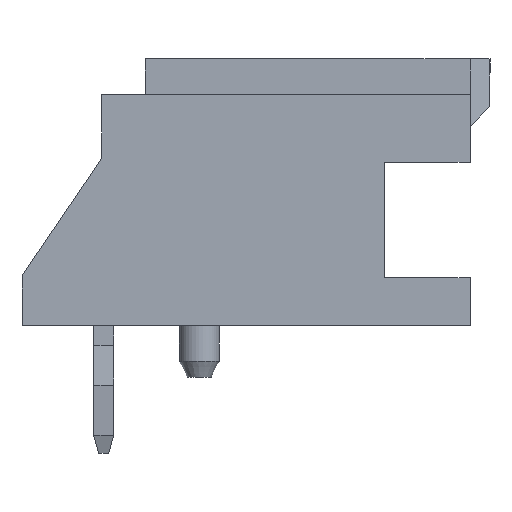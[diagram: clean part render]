
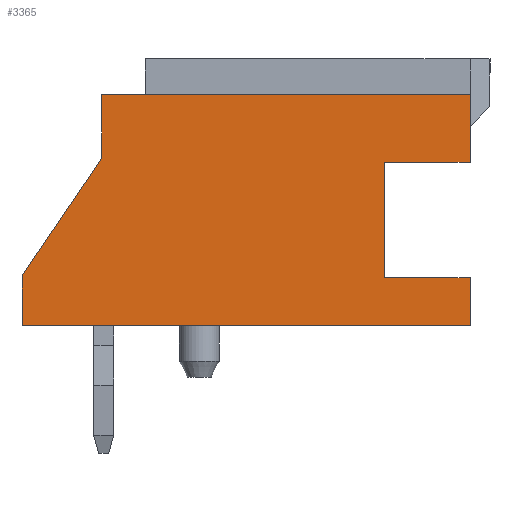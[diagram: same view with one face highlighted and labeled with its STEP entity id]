
A CAD part, left-side view. The second image highlights one B-rep face of the part: STEP entity #3365.
In plain terms, the highlighted planar face has unit normal (-1, 0, 0).
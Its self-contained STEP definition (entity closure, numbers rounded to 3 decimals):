
#111=FACE_OUTER_BOUND('',#305,.T.);
#305=EDGE_LOOP('',(#2462,#2463,#2464,#2465,#2466,#2467,#2468,#2469,#2470,
#2471));
#451=LINE('',#4641,#916);
#487=LINE('',#4717,#952);
#492=LINE('',#4724,#957);
#496=LINE('',#4732,#961);
#577=LINE('',#4901,#1042);
#579=LINE('',#4905,#1044);
#590=LINE('',#4924,#1055);
#595=LINE('',#4930,#1060);
#599=LINE('',#4939,#1064);
#611=LINE('',#4962,#1076);
#916=VECTOR('',#3747,1.);
#952=VECTOR('',#3793,10.);
#957=VECTOR('',#3800,1.);
#961=VECTOR('',#3808,1.);
#1042=VECTOR('',#3947,1.);
#1044=VECTOR('',#3951,1.);
#1055=VECTOR('',#3968,1.);
#1060=VECTOR('',#3975,1.);
#1064=VECTOR('',#3985,1.);
#1076=VECTOR('',#4019,1.);
#1381=VERTEX_POINT('',#4638);
#1382=VERTEX_POINT('',#4640);
#1416=VERTEX_POINT('',#4714);
#1417=VERTEX_POINT('',#4716);
#1420=VERTEX_POINT('',#4730);
#1478=VERTEX_POINT('',#4898);
#1479=VERTEX_POINT('',#4900);
#1480=VERTEX_POINT('',#4904);
#1485=VERTEX_POINT('',#4923);
#1487=VERTEX_POINT('',#4938);
#1685=EDGE_CURVE('',#1381,#1382,#451,.T.);
#1721=EDGE_CURVE('',#1416,#1417,#487,.T.);
#1726=EDGE_CURVE('',#1382,#1416,#492,.T.);
#1730=EDGE_CURVE('',#1420,#1381,#496,.T.);
#1814=EDGE_CURVE('',#1479,#1478,#577,.T.);
#1816=EDGE_CURVE('',#1480,#1479,#579,.T.);
#1827=EDGE_CURVE('',#1417,#1485,#590,.T.);
#1832=EDGE_CURVE('',#1485,#1478,#595,.T.);
#1836=EDGE_CURVE('',#1487,#1480,#599,.T.);
#1848=EDGE_CURVE('',#1487,#1420,#611,.T.);
#2462=ORIENTED_EDGE('',*,*,#1730,.F.);
#2463=ORIENTED_EDGE('',*,*,#1848,.F.);
#2464=ORIENTED_EDGE('',*,*,#1836,.T.);
#2465=ORIENTED_EDGE('',*,*,#1816,.T.);
#2466=ORIENTED_EDGE('',*,*,#1814,.T.);
#2467=ORIENTED_EDGE('',*,*,#1832,.F.);
#2468=ORIENTED_EDGE('',*,*,#1827,.F.);
#2469=ORIENTED_EDGE('',*,*,#1721,.F.);
#2470=ORIENTED_EDGE('',*,*,#1726,.F.);
#2471=ORIENTED_EDGE('',*,*,#1685,.F.);
#3180=PLANE('',#3581);
#3365=ADVANCED_FACE('',(#111),#3180,.F.);
#3581=AXIS2_PLACEMENT_3D('',#4961,#4017,#4018);
#3747=DIRECTION('',(0.,0.,1.));
#3793=DIRECTION('',(0.,0.,1.));
#3800=DIRECTION('',(0.,-0.561,0.828));
#3808=DIRECTION('',(0.,1.,0.));
#3947=DIRECTION('',(0.,-1.,0.));
#3951=DIRECTION('',(0.,0.,1.));
#3968=DIRECTION('',(0.,-1.,0.));
#3975=DIRECTION('',(0.,0.,-1.));
#3985=DIRECTION('',(0.,1.,0.));
#4017=DIRECTION('center_axis',(1.,0.,0.));
#4018=DIRECTION('ref_axis',(0.,0.,-1.));
#4019=DIRECTION('',(0.,0.,-1.));
#4638=CARTESIAN_POINT('',(-8.,11.25,0.));
#4640=CARTESIAN_POINT('',(-8.,11.25,1.25));
#4641=CARTESIAN_POINT('',(-8.,11.25,0.));
#4714=CARTESIAN_POINT('',(-8.,9.25,4.2));
#4716=CARTESIAN_POINT('',(-8.,9.25,5.8));
#4717=CARTESIAN_POINT('',(-8.,9.25,1.7));
#4724=CARTESIAN_POINT('',(-8.,11.25,1.25));
#4730=CARTESIAN_POINT('',(-8.,0.,0.));
#4732=CARTESIAN_POINT('',(-8.,0.,0.));
#4898=CARTESIAN_POINT('',(-8.,0.,4.1));
#4900=CARTESIAN_POINT('',(-8.,2.15,4.1));
#4901=CARTESIAN_POINT('',(-8.,2.15,4.1));
#4904=CARTESIAN_POINT('',(-8.,2.15,1.2));
#4905=CARTESIAN_POINT('',(-8.,2.15,1.2));
#4923=CARTESIAN_POINT('',(-8.,0.,5.8));
#4924=CARTESIAN_POINT('',(-8.,9.25,5.8));
#4930=CARTESIAN_POINT('',(-8.,0.,5.8));
#4938=CARTESIAN_POINT('',(-8.,0.,1.2));
#4939=CARTESIAN_POINT('',(-8.,0.,1.2));
#4961=CARTESIAN_POINT('Origin',(-8.,0.,0.));
#4962=CARTESIAN_POINT('',(-8.,0.,5.8));
